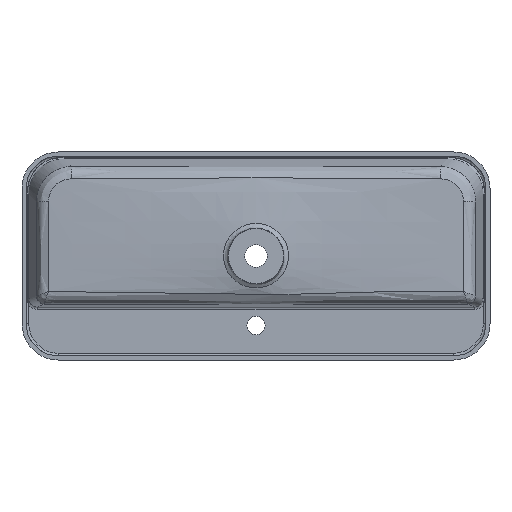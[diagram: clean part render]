
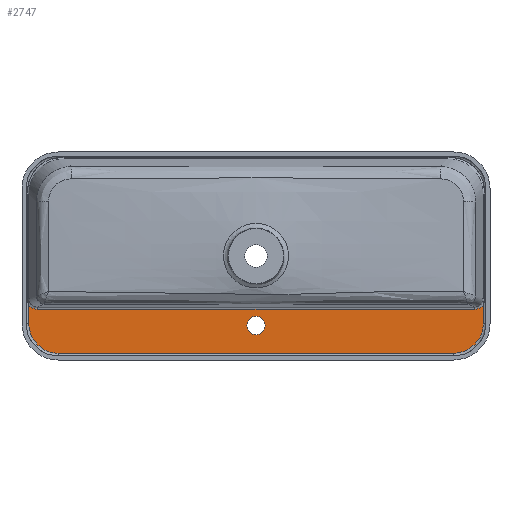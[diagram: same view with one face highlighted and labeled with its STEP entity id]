
A CAD part, front view. The second image highlights one B-rep face of the part: STEP entity #2747.
In plain terms, the highlighted planar face has unit normal (0, -1, 0).
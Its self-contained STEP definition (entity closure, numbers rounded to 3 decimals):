
#88 = CARTESIAN_POINT ( 'NONE',  ( -436.994, -35., -94.389 ) ) ;
#295 = CARTESIAN_POINT ( 'NONE',  ( 436.994, -35., -130.029 ) ) ;
#383 = VECTOR ( 'NONE', #7432, 1000. ) ;
#573 = VECTOR ( 'NONE', #12531, 1000. ) ;
#765 = CARTESIAN_POINT ( 'NONE',  ( -413.407, -35., -186.994 ) ) ;
#816 = LINE ( 'NONE', #9985, #6156 ) ;
#826 = CARTESIAN_POINT ( 'NONE',  ( -436.994, -35., -94.389 ) ) ;
#834 = CARTESIAN_POINT ( 'NONE',  ( 436.994, -35., -94.389 ) ) ;
#841 = CIRCLE ( 'NONE', #4196, 17.5 ) ;
#932 = VERTEX_POINT ( 'NONE', #10205 ) ;
#973 = CARTESIAN_POINT ( 'NONE',  ( -420.166, -35., -102.35 ) ) ;
#1636 = AXIS2_PLACEMENT_3D ( 'NONE', #2655, #2591, #10569 ) ;
#1707 = ORIENTED_EDGE ( 'NONE', *, *, #11338, .T. ) ;
#1990 = EDGE_LOOP ( 'NONE', ( #3321, #10932, #2584, #8402, #9326, #11092, #12724, #9500 ) ) ;
#2236 = VERTEX_POINT ( 'NONE', #8518 ) ;
#2309 =( BOUNDED_CURVE ( )  B_SPLINE_CURVE ( 3, ( #5667, #8807, #9671, #9933 ),
 .UNSPECIFIED., .F., .T. ) 
 B_SPLINE_CURVE_WITH_KNOTS ( ( 4, 4 ),
 ( 2.357, 3.926 ),
 .UNSPECIFIED. ) 
 CURVE ( )  GEOMETRIC_REPRESENTATION_ITEM ( )  RATIONAL_B_SPLINE_CURVE ( ( 1., 0.805, 0.805, 1. ) ) 
 REPRESENTATION_ITEM ( '' )  );
#2340 = LINE ( 'NONE', #12465, #383 ) ;
#2514 = EDGE_CURVE ( 'NONE', #4009, #4222, #4750, .T. ) ;
#2584 = ORIENTED_EDGE ( 'NONE', *, *, #9424, .T. ) ;
#2591 = DIRECTION ( 'NONE',  ( 0., 1., 0. ) ) ;
#2605 = CARTESIAN_POINT ( 'NONE',  ( -436.994, -35., -129.86 ) ) ;
#2612 = CARTESIAN_POINT ( 'NONE',  ( -436.994, -35., -130.029 ) ) ;
#2655 = CARTESIAN_POINT ( 'NONE',  ( 0., -35., 0. ) ) ;
#2747 = ADVANCED_FACE ( 'NONE', ( #8541, #3575 ), #7556, .F. ) ;
#2806 = CARTESIAN_POINT ( 'NONE',  ( -380.029, -35., -186.994 ) ) ;
#2868 = CARTESIAN_POINT ( 'NONE',  ( 420.166, -35., -102.35 ) ) ;
#2917 = EDGE_LOOP ( 'NONE', ( #1707 ) ) ;
#3022 = CARTESIAN_POINT ( 'NONE',  ( 436.994, -35., -94.389 ) ) ;
#3171 = CARTESIAN_POINT ( 'NONE',  ( 420.166, -35., -102.35 ) ) ;
#3321 = ORIENTED_EDGE ( 'NONE', *, *, #7468, .T. ) ;
#3575 = FACE_OUTER_BOUND ( 'NONE', #1990, .T. ) ;
#3704 = CARTESIAN_POINT ( 'NONE',  ( -421.389, -35., -102.35 ) ) ;
#3851 = CARTESIAN_POINT ( 'NONE',  ( 426.909, -35., -102.35 ) ) ;
#3896 = DIRECTION ( 'NONE',  ( 0., 1., 0. ) ) ;
#4009 = VERTEX_POINT ( 'NONE', #3171 ) ;
#4196 = AXIS2_PLACEMENT_3D ( 'NONE', #5859, #3896, #10898 ) ;
#4222 = VERTEX_POINT ( 'NONE', #973 ) ;
#4697 = VECTOR ( 'NONE', #12357, 1000. ) ;
#4750 = LINE ( 'NONE', #3704, #573 ) ;
#4772 = CARTESIAN_POINT ( 'NONE',  ( 432.916, -35., -99.508 ) ) ;
#5001 = CARTESIAN_POINT ( 'NONE',  ( -432.916, -35., -99.508 ) ) ;
#5009 = VERTEX_POINT ( 'NONE', #3022 ) ;
#5667 = CARTESIAN_POINT ( 'NONE',  ( 380.029, -35., -186.994 ) ) ;
#5859 = CARTESIAN_POINT ( 'NONE',  ( 0., -35., -133.605 ) ) ;
#6037 = CARTESIAN_POINT ( 'NONE',  ( -426.909, -35., -102.35 ) ) ;
#6156 = VECTOR ( 'NONE', #10830, 1000. ) ;
#6324 = CARTESIAN_POINT ( 'NONE',  ( -436.994, -35., -130.029 ) ) ;
#6551 = EDGE_CURVE ( 'NONE', #11587, #5009, #2340, .T. ) ;
#6612 = VERTEX_POINT ( 'NONE', #6324 ) ;
#6792 = EDGE_CURVE ( 'NONE', #4222, #7612, #10743, .T. ) ;
#7276 = EDGE_CURVE ( 'NONE', #7612, #6612, #11500, .T. ) ;
#7432 = DIRECTION ( 'NONE',  ( 0., 0., 1. ) ) ;
#7468 = EDGE_CURVE ( 'NONE', #932, #11587, #2309, .T. ) ;
#7556 = PLANE ( 'NONE',  #1636 ) ;
#7612 = VERTEX_POINT ( 'NONE', #826 ) ;
#8392 = VERTEX_POINT ( 'NONE', #12132 ) ;
#8402 = ORIENTED_EDGE ( 'NONE', *, *, #2514, .T. ) ;
#8518 = CARTESIAN_POINT ( 'NONE',  ( -380.029, -35., -186.994 ) ) ;
#8541 = FACE_BOUND ( 'NONE', #2917, .T. ) ;
#8807 = CARTESIAN_POINT ( 'NONE',  ( 413.407, -35., -186.994 ) ) ;
#8851 = CARTESIAN_POINT ( 'NONE',  ( -420.166, -35., -102.35 ) ) ;
#9185 = EDGE_CURVE ( 'NONE', #2236, #932, #816, .T. ) ;
#9326 = ORIENTED_EDGE ( 'NONE', *, *, #6792, .T. ) ;
#9424 = EDGE_CURVE ( 'NONE', #5009, #4009, #9486, .T. ) ;
#9436 = EDGE_CURVE ( 'NONE', #6612, #2236, #12497, .T. ) ;
#9486 =( BOUNDED_CURVE ( )  B_SPLINE_CURVE ( 3, ( #834, #4772, #3851, #2868 ),
 .UNSPECIFIED., .F., .T. ) 
 B_SPLINE_CURVE_WITH_KNOTS ( ( 4, 4 ),
 ( 0.345, 1.244 ),
 .UNSPECIFIED. ) 
 CURVE ( )  GEOMETRIC_REPRESENTATION_ITEM ( )  RATIONAL_B_SPLINE_CURVE ( ( 1., 0.934, 0.934, 1. ) ) 
 REPRESENTATION_ITEM ( '' )  );
#9500 = ORIENTED_EDGE ( 'NONE', *, *, #9185, .T. ) ;
#9671 = CARTESIAN_POINT ( 'NONE',  ( 436.994, -35., -163.407 ) ) ;
#9933 = CARTESIAN_POINT ( 'NONE',  ( 436.994, -35., -130.029 ) ) ;
#9985 = CARTESIAN_POINT ( 'NONE',  ( 379.86, -35., -186.994 ) ) ;
#10205 = CARTESIAN_POINT ( 'NONE',  ( 380.029, -35., -186.994 ) ) ;
#10569 = DIRECTION ( 'NONE',  ( 0., 0., 1. ) ) ;
#10743 =( BOUNDED_CURVE ( )  B_SPLINE_CURVE ( 3, ( #8851, #6037, #5001, #88 ),
 .UNSPECIFIED., .F., .T. ) 
 B_SPLINE_CURVE_WITH_KNOTS ( ( 4, 4 ),
 ( 1.898, 2.797 ),
 .UNSPECIFIED. ) 
 CURVE ( )  GEOMETRIC_REPRESENTATION_ITEM ( )  RATIONAL_B_SPLINE_CURVE ( ( 1., 0.934, 0.934, 1. ) ) 
 REPRESENTATION_ITEM ( '' )  );
#10830 = DIRECTION ( 'NONE',  ( 1., 0., 0. ) ) ;
#10898 = DIRECTION ( 'NONE',  ( 0., 0., 1. ) ) ;
#10932 = ORIENTED_EDGE ( 'NONE', *, *, #6551, .T. ) ;
#11092 = ORIENTED_EDGE ( 'NONE', *, *, #7276, .T. ) ;
#11338 = EDGE_CURVE ( 'NONE', #8392, #8392, #841, .T. ) ;
#11500 = LINE ( 'NONE', #2605, #4697 ) ;
#11587 = VERTEX_POINT ( 'NONE', #295 ) ;
#11760 = CARTESIAN_POINT ( 'NONE',  ( -436.994, -35., -163.407 ) ) ;
#12132 = CARTESIAN_POINT ( 'NONE',  ( 0., -35., -116.105 ) ) ;
#12357 = DIRECTION ( 'NONE',  ( 0., 0., -1. ) ) ;
#12465 = CARTESIAN_POINT ( 'NONE',  ( 436.994, -35., 129.86 ) ) ;
#12497 =( BOUNDED_CURVE ( )  B_SPLINE_CURVE ( 3, ( #2612, #11760, #765, #2806 ),
 .UNSPECIFIED., .F., .T. ) 
 B_SPLINE_CURVE_WITH_KNOTS ( ( 4, 4 ),
 ( 2.357, 3.926 ),
 .UNSPECIFIED. ) 
 CURVE ( )  GEOMETRIC_REPRESENTATION_ITEM ( )  RATIONAL_B_SPLINE_CURVE ( ( 1., 0.805, 0.805, 1. ) ) 
 REPRESENTATION_ITEM ( '' )  );
#12531 = DIRECTION ( 'NONE',  ( -1., 0., 0. ) ) ;
#12724 = ORIENTED_EDGE ( 'NONE', *, *, #9436, .T. ) ;
